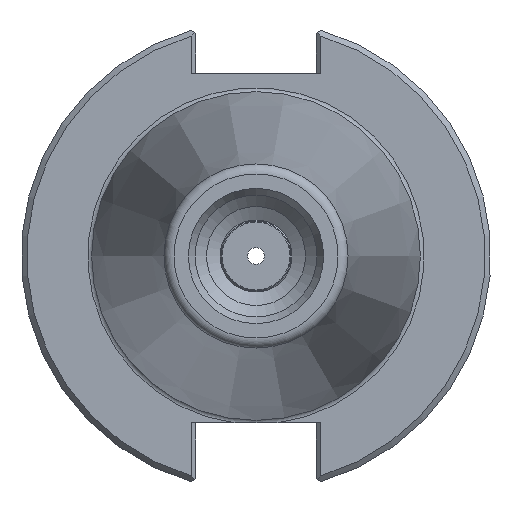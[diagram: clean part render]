
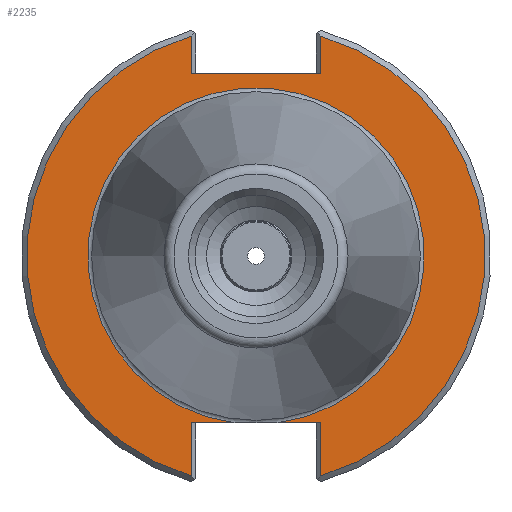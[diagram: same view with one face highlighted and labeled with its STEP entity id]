
A CAD part, left-side view. The second image highlights one B-rep face of the part: STEP entity #2235.
In plain terms, the highlighted planar face has unit normal (-1, 0, 0).
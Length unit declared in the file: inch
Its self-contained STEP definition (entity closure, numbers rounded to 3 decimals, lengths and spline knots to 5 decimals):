
#159=PLANE('',#2510);
#232=FACE_OUTER_BOUND('',#355,.T.);
#355=EDGE_LOOP('',(#1582,#1583,#1584,#1585,#1586,#1587,#1588,#1589,#1590,
#1591));
#470=LINE('',#3467,#608);
#496=LINE('',#3588,#634);
#497=LINE('',#3590,#635);
#498=LINE('',#3593,#636);
#499=LINE('',#3595,#637);
#500=LINE('',#3599,#638);
#501=LINE('',#3600,#639);
#608=VECTOR('',#2827,0.3937);
#634=VECTOR('',#2887,0.3937);
#635=VECTOR('',#2888,0.3937);
#636=VECTOR('',#2891,0.3937);
#637=VECTOR('',#2892,0.3937);
#638=VECTOR('',#2895,0.3937);
#639=VECTOR('',#2896,0.3937);
#776=CIRCLE('',#2505,0.895);
#781=CIRCLE('',#2511,1.22);
#782=CIRCLE('',#2512,1.22);
#903=VERTEX_POINT('',#3464);
#904=VERTEX_POINT('',#3466);
#934=VERTEX_POINT('',#3563);
#936=VERTEX_POINT('',#3571);
#940=VERTEX_POINT('',#3587);
#941=VERTEX_POINT('',#3589);
#942=VERTEX_POINT('',#3591);
#943=VERTEX_POINT('',#3594);
#944=VERTEX_POINT('',#3596);
#945=VERTEX_POINT('',#3598);
#1142=EDGE_CURVE('',#903,#904,#470,.T.);
#1182=EDGE_CURVE('',#934,#936,#776,.T.);
#1188=EDGE_CURVE('',#940,#934,#496,.T.);
#1189=EDGE_CURVE('',#941,#940,#497,.T.);
#1190=EDGE_CURVE('',#942,#941,#781,.T.);
#1191=EDGE_CURVE('',#904,#942,#498,.T.);
#1192=EDGE_CURVE('',#943,#903,#499,.T.);
#1193=EDGE_CURVE('',#944,#943,#782,.T.);
#1194=EDGE_CURVE('',#945,#944,#500,.T.);
#1195=EDGE_CURVE('',#936,#945,#501,.T.);
#1582=ORIENTED_EDGE('',*,*,#1182,.F.);
#1583=ORIENTED_EDGE('',*,*,#1188,.F.);
#1584=ORIENTED_EDGE('',*,*,#1189,.F.);
#1585=ORIENTED_EDGE('',*,*,#1190,.F.);
#1586=ORIENTED_EDGE('',*,*,#1191,.F.);
#1587=ORIENTED_EDGE('',*,*,#1142,.F.);
#1588=ORIENTED_EDGE('',*,*,#1192,.F.);
#1589=ORIENTED_EDGE('',*,*,#1193,.F.);
#1590=ORIENTED_EDGE('',*,*,#1194,.F.);
#1591=ORIENTED_EDGE('',*,*,#1195,.F.);
#2235=ADVANCED_FACE('',(#232),#159,.T.);
#2505=AXIS2_PLACEMENT_3D('',#3572,#2875,#2876);
#2510=AXIS2_PLACEMENT_3D('',#3586,#2885,#2886);
#2511=AXIS2_PLACEMENT_3D('',#3592,#2889,#2890);
#2512=AXIS2_PLACEMENT_3D('',#3597,#2893,#2894);
#2827=DIRECTION('',(0.,-1.,0.));
#2875=DIRECTION('center_axis',(-1.,0.,0.));
#2876=DIRECTION('ref_axis',(0.,-1.,0.));
#2885=DIRECTION('center_axis',(-1.,0.,0.));
#2886=DIRECTION('ref_axis',(0.,0.,1.));
#2887=DIRECTION('',(0.,1.,0.));
#2888=DIRECTION('',(0.,0.,1.));
#2889=DIRECTION('center_axis',(1.,0.,0.));
#2890=DIRECTION('ref_axis',(0.,-1.,0.));
#2891=DIRECTION('',(0.,0.,1.));
#2892=DIRECTION('',(0.,0.,-1.));
#2893=DIRECTION('center_axis',(1.,0.,0.));
#2894=DIRECTION('ref_axis',(0.,1.,0.));
#2895=DIRECTION('',(0.,0.,-1.));
#2896=DIRECTION('',(0.,1.,0.));
#3464=CARTESIAN_POINT('',(0.125,0.345,0.972));
#3466=CARTESIAN_POINT('',(0.125,-0.345,0.972));
#3467=CARTESIAN_POINT('',(0.125,0.53125,0.972));
#3563=CARTESIAN_POINT('',(0.125,-0.11172,-0.888));
#3571=CARTESIAN_POINT('',(0.125,0.11172,-0.888));
#3572=CARTESIAN_POINT('Origin',(0.125,0.,0.));
#3586=CARTESIAN_POINT('Origin',(0.125,1.0625,0.));
#3587=CARTESIAN_POINT('',(0.125,-0.345,-0.888));
#3588=CARTESIAN_POINT('',(0.125,0.53125,-0.888));
#3589=CARTESIAN_POINT('',(0.125,-0.345,-1.1702));
#3590=CARTESIAN_POINT('',(0.125,-0.345,-0.444));
#3591=CARTESIAN_POINT('',(0.125,-0.345,1.1702));
#3592=CARTESIAN_POINT('Origin',(0.125,0.,0.));
#3593=CARTESIAN_POINT('',(0.125,-0.345,0.486));
#3594=CARTESIAN_POINT('',(0.125,0.345,1.1702));
#3595=CARTESIAN_POINT('',(0.125,0.345,0.486));
#3596=CARTESIAN_POINT('',(0.125,0.345,-1.1702));
#3597=CARTESIAN_POINT('Origin',(0.125,0.,0.));
#3598=CARTESIAN_POINT('',(0.125,0.345,-0.888));
#3599=CARTESIAN_POINT('',(0.125,0.345,-0.444));
#3600=CARTESIAN_POINT('',(0.125,0.53125,-0.888));
